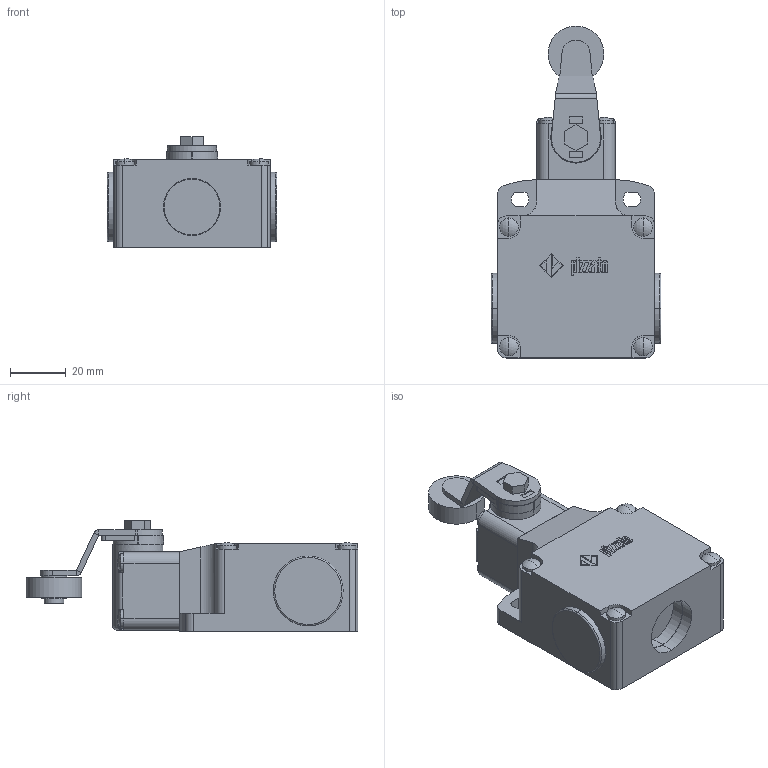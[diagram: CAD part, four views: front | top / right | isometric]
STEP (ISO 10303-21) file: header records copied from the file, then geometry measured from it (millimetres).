
FILE_DESCRIPTION (( 'STEP AP214' ), '1' );
FILE_NAME ('ZF_STEP_FL_x51_A10.step', '2014-04-10T09:06:10', ( 'utente' ), ( 'Microsoft' ), 'SwSTEP 2.0', 'SolidWorks 2013', '' );
FILE_SCHEMA (( 'AUTOMOTIVE_DESIGN' ));
Length unit declared in the file: millimetre
Products named in the file (9): ZF_STEP_VF_L51_A10; Pizzato_L51; Vite_leve_pesanti; Pizzato_supporto-leva_serie_pesanti_262; Pizzato_Supporto_T58; Pizzato_Tappo_Protezione_PG13_M20_PG13; Pizzato_Custodia_FL; ZF_STEP_FL_x51_A10; ZF_STEP_VF_T51_A10
Assembly tree (9 placements, depth 4):
  ZF_STEP_FL_x51_A10
    Pizzato_Custodia_FL
    Pizzato_Tappo_Protezione_PG13_M20_PG13  x2
    ZF_STEP_VF_T51_A10
      Pizzato_Supporto_T58
      ZF_STEP_VF_L51_A10
        Pizzato_supporto-leva_serie_pesanti_262
        Vite_leve_pesanti
        Pizzato_L51
Bounding box: 60.8 x 118.8 x 39.7 mm (x, y, z)
Volume: 122319.4 mm3; surface area: 29435.1 mm2
Topology: 7 solids, 7 shells, 859 faces, 2330 edges, 1543 vertices
Faces by surface type: plane 460, cylinder 300, bspline 77, sphere 16, torus 6
Entity records: 30703 total; most frequent: CARTESIAN_POINT 8796, ORIENTED_EDGE 4628, DIRECTION 4343, EDGE_CURVE 2314, VERTEX_POINT 1533, LINE 1523, VECTOR 1523, AXIS2_PLACEMENT_3D 1410
